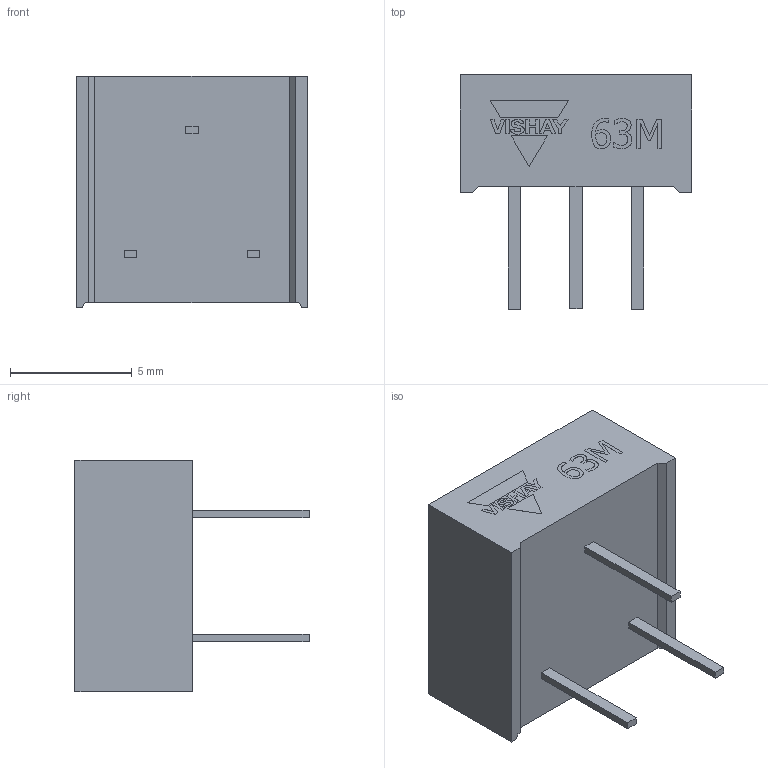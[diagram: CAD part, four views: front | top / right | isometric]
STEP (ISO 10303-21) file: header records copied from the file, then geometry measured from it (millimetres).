
FILE_DESCRIPTION(/* description */ ('Unknown'),/* implementation_level */ '2;1');
FILE_NAME(/* name */ 'M63M',/* time_stamp */ '2018-01-19T14:59:07+01:00',/* author */ ('Unknown'),/* organization */ ('Unknown'),/* preprocessor_version */ 'ST-DEVELOPER v16.7',/* originating_system */ 'DEX',/* authorisation */ $);
FILE_SCHEMA (('AUTOMOTIVE_DESIGN {1 0 10303 214 3 1 1}'));
Length unit declared in the file: millimetre
Products named in the file (1): Gabarit - M63
Bounding box: 9.52 x 9.61 x 9.52 mm (x, y, z)
Volume: 406.5 mm3; surface area: 430.4 mm2
Topology: 1 solids, 1 shells, 220 faces, 570 edges, 380 vertices
Faces by surface type: plane 190, bspline 24, cylinder 6
Full cylindrical faces by diameter (mm): 5 x1
Entity records: 9253 total; most frequent: CARTESIAN_POINT 2900, ORIENTED_EDGE 1138, DIRECTION 699, EDGE_CURVE 569, VERTEX_POINT 380, LINE 281, VECTOR 281, B_SPLINE_CURVE_WITH_KNOTS 276
